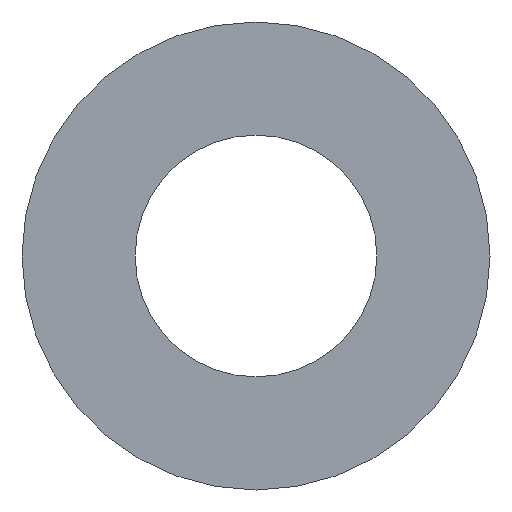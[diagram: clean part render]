
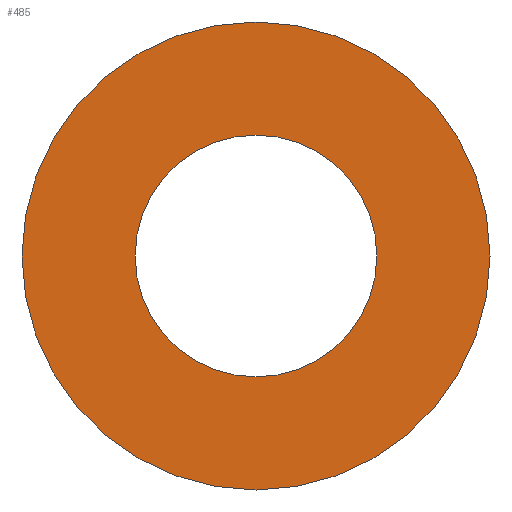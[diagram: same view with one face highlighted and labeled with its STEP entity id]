
A CAD part, front view. The second image highlights one B-rep face of the part: STEP entity #485.
In plain terms, the highlighted planar face has unit normal (0, -1, 0).
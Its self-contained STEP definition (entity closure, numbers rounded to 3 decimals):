
#20 = EDGE_CURVE ( 'NONE', #222, #138, #491, .T. ) ;
#31 = EDGE_CURVE ( 'NONE', #417, #117, #33, .T. ) ;
#33 = CIRCLE ( 'NONE', #246, 6. ) ;
#52 = ORIENTED_EDGE ( 'NONE', *, *, #31, .T. ) ;
#63 = ORIENTED_EDGE ( 'NONE', *, *, #20, .T. ) ;
#70 = DIRECTION ( 'NONE',  ( 0., 1., 0. ) ) ;
#101 = CARTESIAN_POINT ( 'NONE',  ( 0., 0., 3.1 ) ) ;
#117 = VERTEX_POINT ( 'NONE', #357 ) ;
#121 = AXIS2_PLACEMENT_3D ( 'NONE', #502, #70, #195 ) ;
#132 = DIRECTION ( 'NONE',  ( 0., 0., -1. ) ) ;
#138 = VERTEX_POINT ( 'NONE', #101 ) ;
#152 = CIRCLE ( 'NONE', #421, 6. ) ;
#153 = CARTESIAN_POINT ( 'NONE',  ( 0., 0., 0. ) ) ;
#158 = CARTESIAN_POINT ( 'NONE',  ( 0., 0., 0. ) ) ;
#180 = CIRCLE ( 'NONE', #121, 3.1 ) ;
#189 = ORIENTED_EDGE ( 'NONE', *, *, #441, .T. ) ;
#195 = DIRECTION ( 'NONE',  ( 0., 0., 1. ) ) ;
#197 = DIRECTION ( 'NONE',  ( 0., 0., -1. ) ) ;
#199 = AXIS2_PLACEMENT_3D ( 'NONE', #244, #203, #354 ) ;
#203 = DIRECTION ( 'NONE',  ( 0., 1., 0. ) ) ;
#222 = VERTEX_POINT ( 'NONE', #300 ) ;
#244 = CARTESIAN_POINT ( 'NONE',  ( 0., 0., 0. ) ) ;
#246 = AXIS2_PLACEMENT_3D ( 'NONE', #290, #397, #132 ) ;
#248 = ORIENTED_EDGE ( 'NONE', *, *, #478, .T. ) ;
#267 = AXIS2_PLACEMENT_3D ( 'NONE', #158, #416, #361 ) ;
#271 = PLANE ( 'NONE',  #267 ) ;
#290 = CARTESIAN_POINT ( 'NONE',  ( 0., 0., 0. ) ) ;
#300 = CARTESIAN_POINT ( 'NONE',  ( 0., 0., -3.1 ) ) ;
#302 = DIRECTION ( 'NONE',  ( 0., -1., 0. ) ) ;
#306 = EDGE_LOOP ( 'NONE', ( #63, #189 ) ) ;
#348 = FACE_BOUND ( 'NONE', #306, .T. ) ;
#354 = DIRECTION ( 'NONE',  ( 0., 0., 1. ) ) ;
#357 = CARTESIAN_POINT ( 'NONE',  ( 0., 0., 6. ) ) ;
#361 = DIRECTION ( 'NONE',  ( 0., 0., 1. ) ) ;
#397 = DIRECTION ( 'NONE',  ( 0., -1., 0. ) ) ;
#416 = DIRECTION ( 'NONE',  ( 0., 1., 0. ) ) ;
#417 = VERTEX_POINT ( 'NONE', #505 ) ;
#421 = AXIS2_PLACEMENT_3D ( 'NONE', #153, #302, #197 ) ;
#441 = EDGE_CURVE ( 'NONE', #138, #222, #180, .T. ) ;
#478 = EDGE_CURVE ( 'NONE', #117, #417, #152, .T. ) ;
#485 = ADVANCED_FACE ( 'NONE', ( #348, #507 ), #271, .F. ) ;
#491 = CIRCLE ( 'NONE', #199, 3.1 ) ;
#502 = CARTESIAN_POINT ( 'NONE',  ( 0., 0., 0. ) ) ;
#505 = CARTESIAN_POINT ( 'NONE',  ( 0., 0., -6. ) ) ;
#507 = FACE_OUTER_BOUND ( 'NONE', #508, .T. ) ;
#508 = EDGE_LOOP ( 'NONE', ( #52, #248 ) ) ;
